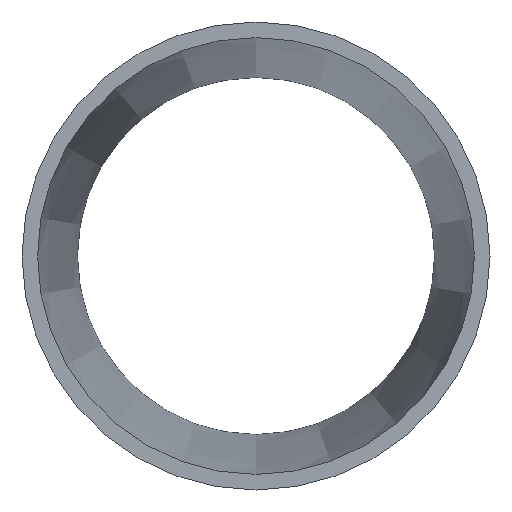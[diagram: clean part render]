
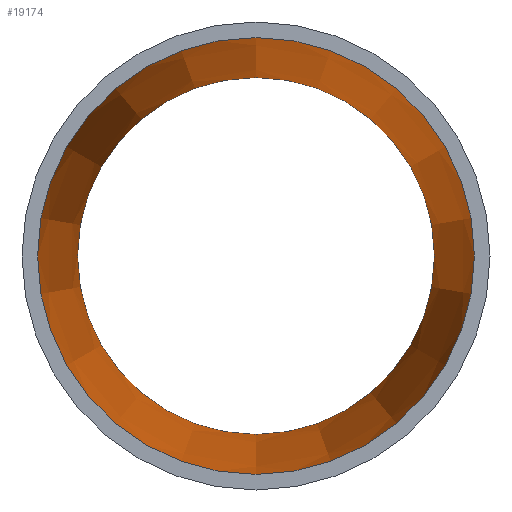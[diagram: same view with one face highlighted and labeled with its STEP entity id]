
A CAD part, front view. The second image highlights one B-rep face of the part: STEP entity #19174.
In plain terms, the highlighted conical face has half-angle 3.877 degrees and reference radius 28.145 mm.
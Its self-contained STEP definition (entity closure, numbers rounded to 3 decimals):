
#1335 = VERTEX_POINT ( 'NONE', #8714 ) ;
#2899 = CARTESIAN_POINT ( 'NONE',  ( 0., 0., 0. ) ) ;
#3136 = DIRECTION ( 'NONE',  ( 0., 0., -1. ) ) ;
#3338 = DIRECTION ( 'NONE',  ( 0., 0., -1. ) ) ;
#4311 = AXIS2_PLACEMENT_3D ( 'NONE', #2899, #19890, #3136 ) ;
#4893 = FACE_BOUND ( 'NONE', #6578, .T. ) ;
#5670 = CIRCLE ( 'NONE', #19627, 28.145 ) ;
#6152 = ORIENTED_EDGE ( 'NONE', *, *, #17488, .F. ) ;
#6578 = EDGE_LOOP ( 'NONE', ( #6152 ) ) ;
#8541 = FACE_OUTER_BOUND ( 'NONE', #13164, .T. ) ;
#8714 = CARTESIAN_POINT ( 'NONE',  ( 0., 76., -22.995 ) ) ;
#9094 = AXIS2_PLACEMENT_3D ( 'NONE', #15539, #17287, #15664 ) ;
#9113 = CARTESIAN_POINT ( 'NONE',  ( 0., 0., 0. ) ) ;
#10712 = VERTEX_POINT ( 'NONE', #16311 ) ;
#13164 = EDGE_LOOP ( 'NONE', ( #15619 ) ) ;
#13883 = CONICAL_SURFACE ( 'NONE', #4311, 28.145, 0.068 ) ;
#15539 = CARTESIAN_POINT ( 'NONE',  ( 0., 76., 0. ) ) ;
#15619 = ORIENTED_EDGE ( 'NONE', *, *, #23887, .T. ) ;
#15664 = DIRECTION ( 'NONE',  ( 0., 0., -1. ) ) ;
#16311 = CARTESIAN_POINT ( 'NONE',  ( 0., 0., -28.145 ) ) ;
#17287 = DIRECTION ( 'NONE',  ( 0., -1., 0. ) ) ;
#17449 = CIRCLE ( 'NONE', #9094, 22.995 ) ;
#17488 = EDGE_CURVE ( 'NONE', #1335, #1335, #17449, .T. ) ;
#19174 = ADVANCED_FACE ( 'NONE', ( #4893, #8541 ), #13883, .F. ) ;
#19627 = AXIS2_PLACEMENT_3D ( 'NONE', #9113, #20208, #3338 ) ;
#19890 = DIRECTION ( 'NONE',  ( 0., -1., 0. ) ) ;
#20208 = DIRECTION ( 'NONE',  ( 0., -1., 0. ) ) ;
#23887 = EDGE_CURVE ( 'NONE', #10712, #10712, #5670, .T. ) ;
